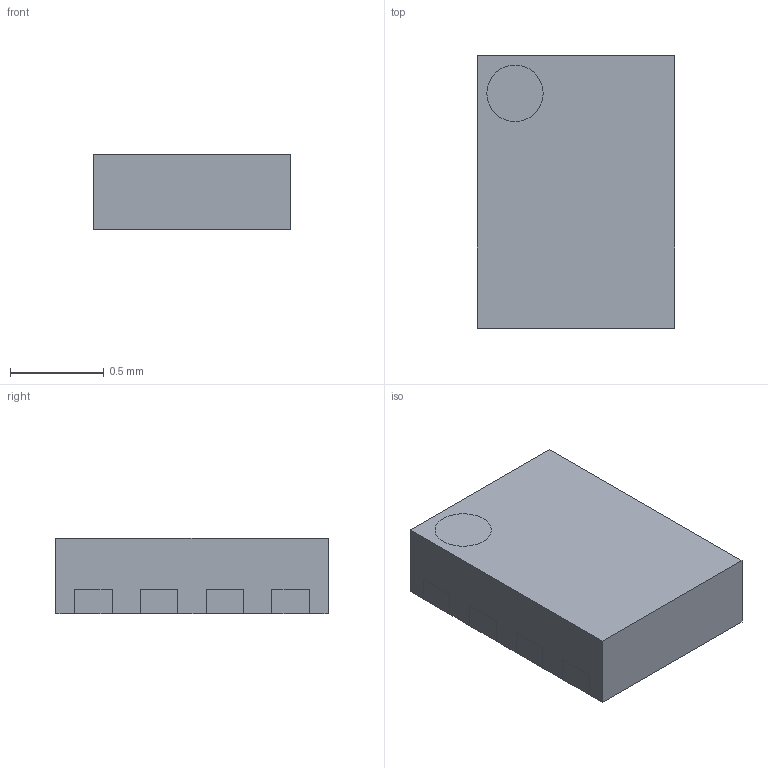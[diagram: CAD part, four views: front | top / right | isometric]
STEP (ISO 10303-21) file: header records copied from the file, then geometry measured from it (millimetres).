
FILE_DESCRIPTION(/* description */ (''),/* implementation_level */ '2;1');
FILE_NAME(/* name */ 'SON35P100X140X40-8N.stp',/* time_stamp */ '2016-02-11T13:48:02+01:00',/* author */ ('riccim'),/* organization */ (''),/* preprocessor_version */ 'ST-DEVELOPER v15.5',/* originating_system */ 'AutoCAD Mechanical',/* authorisation */ '');
FILE_SCHEMA (('AUTOMOTIVE_DESIGN { 1 0 10303 214 3 1 1 }'));
Length unit declared in the file: millimetre
Products named in the file (1): Product
Bounding box: 1.05 x 1.45 x 0.4 mm (x, y, z)
Volume: 0.6 mm3; surface area: 8.3 mm2
Topology: 10 solids, 10 shells, 93 faces, 216 edges, 144 vertices
Faces by surface type: plane 91, cylinder 2
Full cylindrical faces by diameter (mm): 0.3 x2
Entity records: 2621 total; most frequent: CARTESIAN_POINT 452, ORIENTED_EDGE 428, DIRECTION 406, EDGE_CURVE 214, LINE 210, VECTOR 210, VERTEX_POINT 144, AXIS2_PLACEMENT_3D 98
